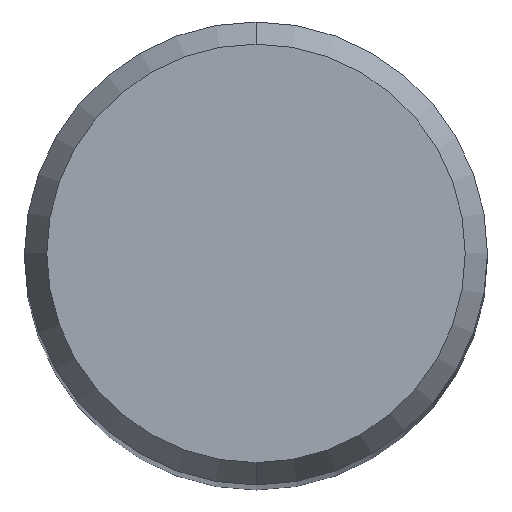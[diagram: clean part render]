
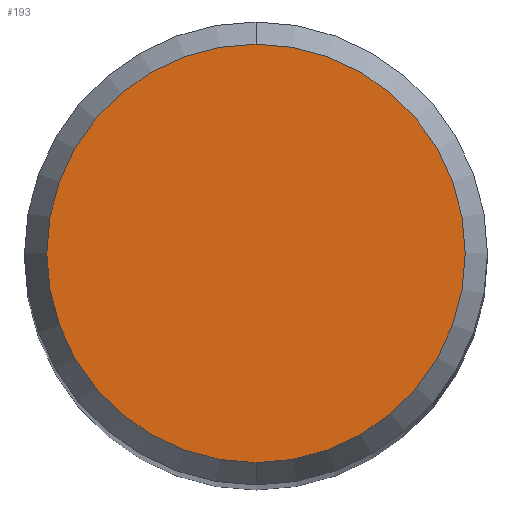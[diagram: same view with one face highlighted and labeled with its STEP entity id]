
A CAD part, top view. The second image highlights one B-rep face of the part: STEP entity #193.
In plain terms, the highlighted planar face has unit normal (0, 0, 1).
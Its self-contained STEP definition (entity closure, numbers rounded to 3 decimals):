
#145=VERTEX_POINT('',#298);
#157=VERTEX_POINT('',#312);
#177=EDGE_CURVE('',#157,#145,#334,.T.);
#193=ADVANCED_FACE('',(#353),#354,.T.);
#201=EDGE_CURVE('',#145,#157,#364,.T.);
#298=CARTESIAN_POINT('',(0.0,2.158,0.));
#312=CARTESIAN_POINT('',(0.,-2.158,0.));
#334=CIRCLE('',#519,2.158);
#353=FACE_OUTER_BOUND('',#545,.T.);
#354=PLANE('',#546);
#364=CIRCLE('',#557,2.158);
#519=AXIS2_PLACEMENT_3D('',#692,#693,#694);
#545=EDGE_LOOP('',(#726,#727));
#546=AXIS2_PLACEMENT_3D('',#728,#729,#730);
#557=AXIS2_PLACEMENT_3D('',#745,#746,#747);
#692=CARTESIAN_POINT('',(0.0,0.0,0.));
#693=DIRECTION('',(0.0,0.0,-1.0));
#694=DIRECTION('',(0.0,1.0,0.0));
#726=ORIENTED_EDGE('',*,*,#201,.F.);
#727=ORIENTED_EDGE('',*,*,#177,.F.);
#728=CARTESIAN_POINT('',(0.0,1.079,0.));
#729=DIRECTION('',(-0.0,0.0,1.0));
#730=DIRECTION('',(0.0,-1.0,0.0));
#745=CARTESIAN_POINT('',(0.0,0.0,0.));
#746=DIRECTION('',(0.0,0.0,-1.0));
#747=DIRECTION('',(0.0,1.0,0.0));
